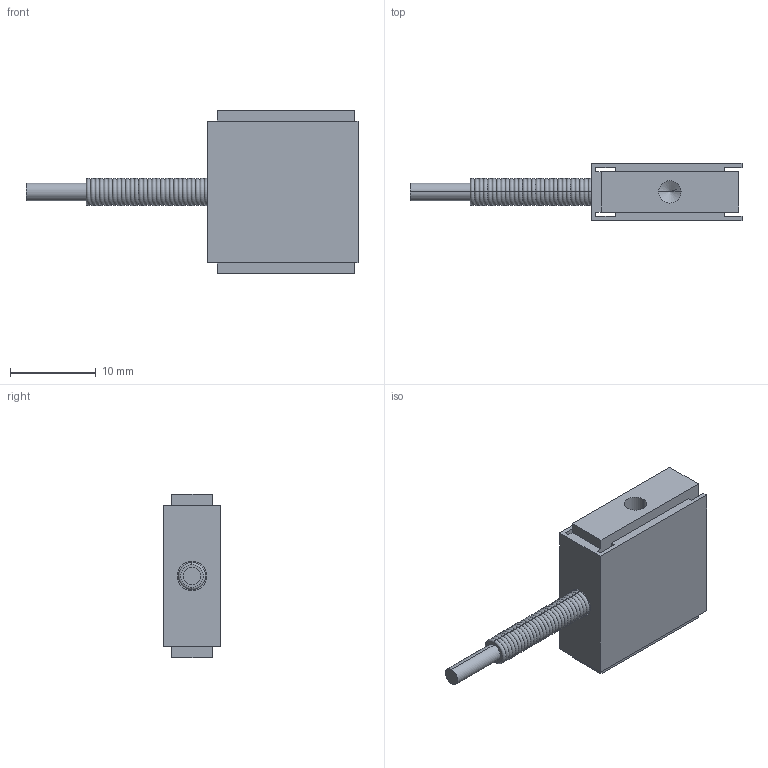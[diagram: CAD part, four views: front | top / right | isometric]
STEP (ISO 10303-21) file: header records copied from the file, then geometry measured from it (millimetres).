
FILE_DESCRIPTION((''),'2;1');
FILE_NAME('LSB200 M3 Thread.stp','2010-12-02T09:29:08',(''),(''),'Mechanical Desktop 2008','Mechanical Desktop 2008',', , ');
FILE_SCHEMA(('CONFIG_CONTROL_DESIGN'));
Length unit declared in the file: inch
Products named in the file (2): FI1041-C; PART1
Assembly tree (1 placements, depth 2):
  FI1041-C
    PART1
Bounding box: 38.61 x 6.67 x 19.05 mm (x, y, z)
Volume: 2045.9 mm3; surface area: 1837.5 mm2
Topology: 1 solids, 2 shells, 102 faces, 232 edges, 131 vertices
Faces by surface type: torus 58, plane 28, cylinder 10, cone 6
Entity records: 2933 total; most frequent: DIRECTION 572, CARTESIAN_POINT 461, ORIENTED_EDGE 452, AXIS2_PLACEMENT_3D 242, EDGE_CURVE 226, CIRCLE 138, VERTEX_POINT 131, EDGE_LOOP 109
